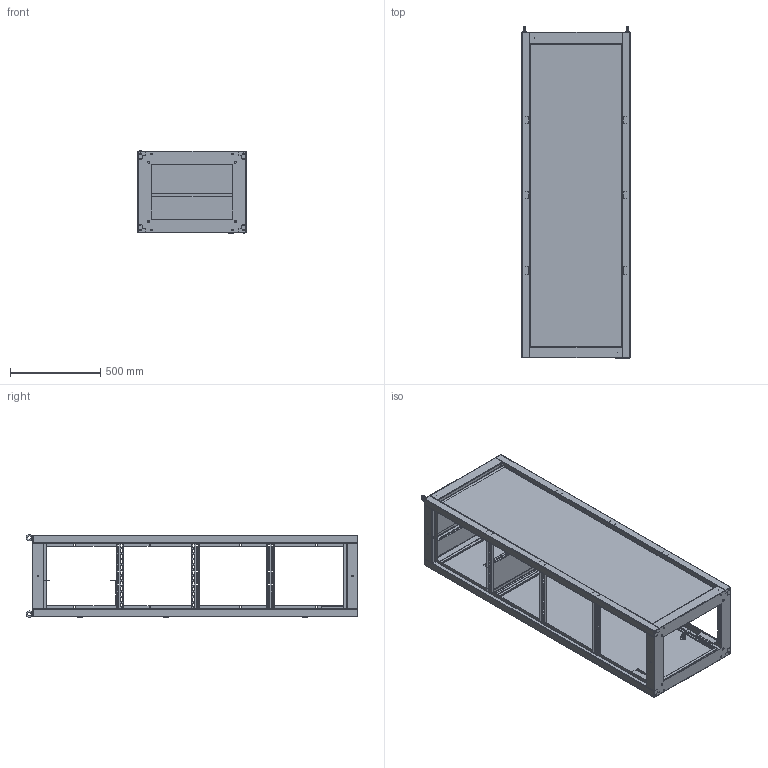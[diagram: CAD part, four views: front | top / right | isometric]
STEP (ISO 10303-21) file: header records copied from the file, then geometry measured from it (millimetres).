
FILE_DESCRIPTION (( 'STEP AP203' ), '1' );
FILE_NAME ('ÌÈ-2265 Êàðêàñ ÂÐÓ-2 Unit S ñâàðíîé (1800õ600õ450) IP31 EKF PROxima.STEP', '2021-09-23T11:52:48', ( '' ), ( '' ), 'SwSTEP 2.0', 'SolidWorks 2021', '' );
FILE_SCHEMA (( 'CONFIG_CONTROL_DESIGN' ));
Length unit declared in the file: millimetre
Products named in the file (30): curved spring lock washer_din_Spring washer DIN 128 - A8; 昈-2218.01.01.001 赶鎀鍧; Çàìîê áîëüøîé; ÌÈ-2265 Êàðêàñ ÂÐÓ-2 Unit S ñâàðíîé (1800õ600õ450) IP31 EKF PROxima; ÌÈ-2136.01.00.002 Ðåéêà; ÌÈ-2218.03.00.001 Äâåðü âåðõíÿÿ_1800*600; ÌÈ-2136.01.00.001 Ñòîéêà óãëîâàÿ_1800; ÌÈ-2136.00.00.001 Ñòåíêà çàäíÿÿ; ﾌﾈ-2136.01.00.003 ﾊ煇鳫; ��-2265.01.00.000 ������ � �����_���-1 600�450; pan head cross recess screw_din_DIN EN ISO 7045 - M4 x 16 - Z - 16N; ÌÈ-2218.01.00.002 Ïîëêà 600; Çåðêàëüíî îòðàçèòüÑòîéêà óãëîâàÿ 1800_1800; ÌÈ-2136.01.02.000 Äíî â ñáîðå; hex nut gradec_din_Hexagon Nut ISO 4034 - M8 - N; Çàêëåïêà ãàå÷íàÿ Ì6 UNI 9203; ﾌﾈ-2136.01.02.001 ﾄ濵; ﾌﾈ-2136.01.01.001 ﾊ; Øïèëüêà ïðèâàðíàÿ Ì6õ16 DIN 13918; plain washer grade a_din_Washer DIN 125 - A 8.4; Øïèëüêà Ì6õ12; ÌÈ-2265.02.00.000 Äâåðü íèæíÿÿ â ñáîðå; ﾌﾈ-2265.02.00.001 ﾄ粢 湜跫_1800*600; ÌÈ-2218.03.00.000 Äâåðü âåðõíÿÿ â ñáîðå; ÌÈ-2218.01.01.000 Êðûøà â ñáîðå; ÌÈ-2218.01.02.000 Ïåðåìû÷êà 600 â ñáîðå; ÌÈ-2218.01.02.001 Ïåðåìû÷êà 600; pan head cross recess screw_din_DIN EN ISO 7045 - M6 x 20 - Z - 20N; Çàêë¸ïêà Ì4; eyebolt580_din1_Eyebolt DIN 358-M8-N
Assembly tree (67 placements, depth 4):
  ÌÈ-2265 Êàðêàñ ÂÐÓ-2 Unit S ñâàðíîé (1800õ600õ450) IP31 EKF PROxima
    ��-2265.01.00.000 ������ � �����_���-1 600�450
      ÌÈ-2136.01.00.001 Ñòîéêà óãëîâàÿ_1800  x2
      ÌÈ-2218.01.01.000 Êðûøà â ñáîðå
        ﾌﾈ-2136.01.01.001 ﾊ
        Øïèëüêà Ì6õ12
        昈-2218.01.01.001 赶鎀鍧
      ÌÈ-2136.01.02.000 Äíî â ñáîðå
        ﾌﾈ-2136.01.02.001 ﾄ濵
        Øïèëüêà Ì6õ12
      ÌÈ-2136.01.00.002 Ðåéêà  x6
      ﾌﾈ-2136.01.00.003 ﾊ煇鳫  x2
      Çàêë¸ïêà Ì4  x8
      ÌÈ-2218.01.02.000 Ïåðåìû÷êà 600 â ñáîðå
        ÌÈ-2218.01.02.001 Ïåðåìû÷êà 600
        Øïèëüêà Ì6õ12  x2
      ÌÈ-2218.01.00.002 Ïîëêà 600
      Çåðêàëüíî îòðàçèòüÑòîéêà óãëîâàÿ 1800_1800  x2
    ÌÈ-2136.00.00.001 Ñòåíêà çàäíÿÿ
    ÌÈ-2265.02.00.000 Äâåðü íèæíÿÿ â ñáîðå
      ﾌﾈ-2265.02.00.001 ﾄ粢 湜跫_1800*600
      Çàìîê áîëüøîé  x2
      Øïèëüêà ïðèâàðíàÿ Ì6õ16 DIN 13918
      Çàêëåïêà ãàå÷íàÿ Ì6 UNI 9203  x2
    pan head cross recess screw_din_DIN EN ISO 7045 - M6 x 20 - Z - 20N  x4
    eyebolt580_din1_Eyebolt DIN 358-M8-N  x2
    curved spring lock washer_din_Spring washer DIN 128 - A8  x2
    plain washer grade a_din_Washer DIN 125 - A 8.4  x2
    hex nut gradec_din_Hexagon Nut ISO 4034 - M8 - N  x2
    pan head cross recess screw_din_DIN EN ISO 7045 - M4 x 16 - Z - 16N  x8
    ÌÈ-2218.03.00.000 Äâåðü âåðõíÿÿ â ñáîðå
      ÌÈ-2218.03.00.001 Äâåðü âåðõíÿÿ_1800*600
      Çàìîê áîëüøîé
      Øïèëüêà ïðèâàðíàÿ Ì6õ16 DIN 13918
      Çàêëåïêà ãàå÷íàÿ Ì6 UNI 9203  x2
Bounding box: 600 x 1838 x 459.95 mm (x, y, z)
Volume: 4192548.9 mm3; surface area: 8337294.8 mm2
Topology: 61 solids, 76 shells, 3533 faces, 8796 edges, 5481 vertices
Faces by surface type: plane 1841, cylinder 1325, cone 204, torus 76, bspline 63, sphere 24
Entity records: 55013 total; most frequent: CARTESIAN_POINT 12945, DIRECTION 8050, ORIENTED_EDGE 7632, EDGE_CURVE 3816, AXIS2_PLACEMENT_3D 2806, LINE 2438, VECTOR 2438, VERTEX_POINT 2329
